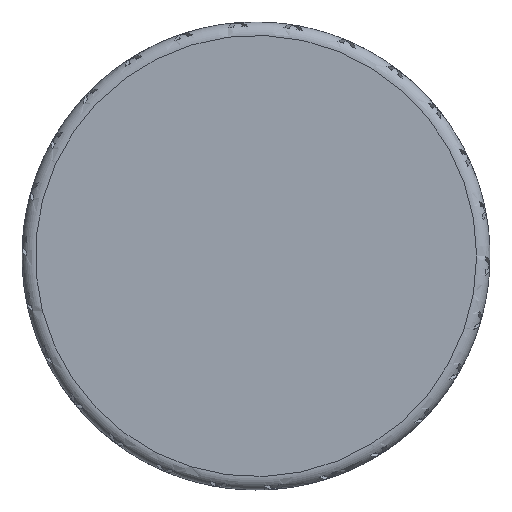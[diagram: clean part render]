
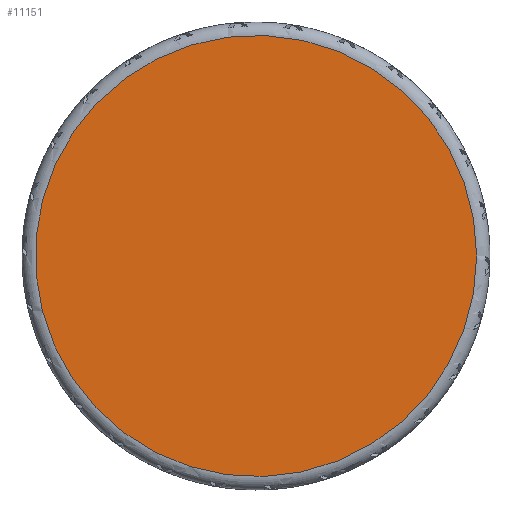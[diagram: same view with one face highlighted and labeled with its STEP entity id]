
A CAD part, front view. The second image highlights one B-rep face of the part: STEP entity #11151.
In plain terms, the highlighted planar face has unit normal (0, -1, 0).
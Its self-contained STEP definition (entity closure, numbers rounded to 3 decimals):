
#991=CIRCLE($,#11801,16.5);
#1339=PLANE($,#12454);
#2716=FACE_OUTER_BOUND($,#3397,.T.);
#3397=EDGE_LOOP($,(#8116));
#4369=VERTEX_POINT($,#19117);
#5525=EDGE_CURVE($,#4369,#4369,#991,.T.);
#8116=ORIENTED_EDGE($,*,*,#5525,.F.);
#11151=ADVANCED_FACE($,(#2716),#1339,.T.);
#11801=AXIS2_PLACEMENT_3D($,#19118,#13623,#13624);
#12454=AXIS2_PLACEMENT_3D($,#20305,#14969,#14970);
#13623=DIRECTION('center_axis',(0.,1.,0.));
#13624=DIRECTION('ref_axis',(-1.,0.,0.));
#14969=DIRECTION('center_axis',(0.,-1.,0.));
#14970=DIRECTION('ref_axis',(0.,0.,-1.));
#19117=CARTESIAN_POINT('',(16.5,0.,0.));
#19118=CARTESIAN_POINT('Origin',(0.,0.,
0.));
#20305=CARTESIAN_POINT('Origin',(8.75,0.,0.));
